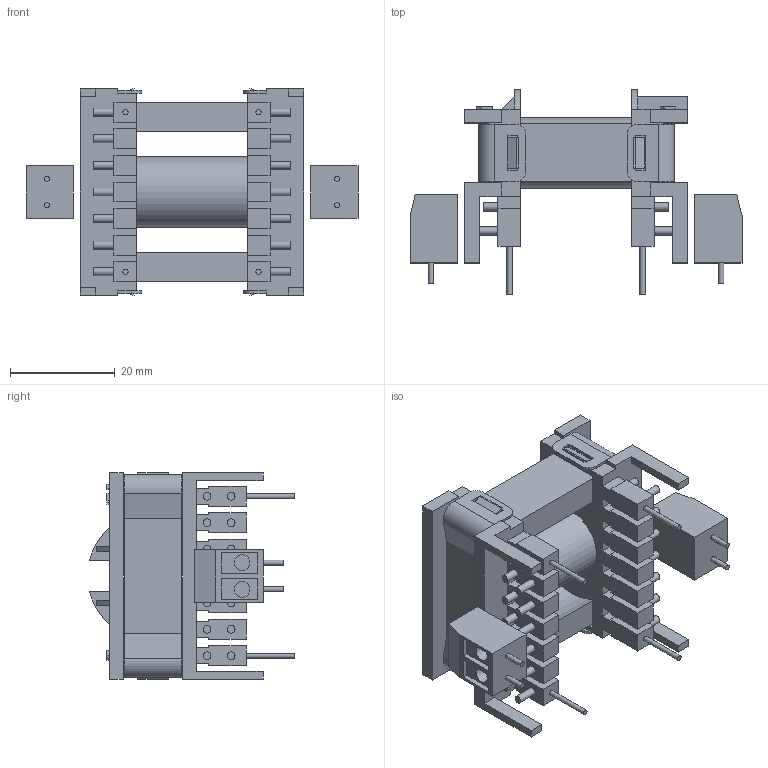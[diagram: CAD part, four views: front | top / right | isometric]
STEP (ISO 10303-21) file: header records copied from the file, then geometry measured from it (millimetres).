
FILE_DESCRIPTION(/* description */ ('STEP AP203'),/* implementation_level */ '2;1');
FILE_NAME(/* name */ 'ETD34XMR.stp',/* time_stamp */ '2018-11-27T08:11:36+00:00',/* author */ ('eexdf1'),/* organization */ (''),/* preprocessor_version */ 'ST-DEVELOPER v17',/* originating_system */ 'Autodesk Inventor 2019',/* authorisation */ '');
FILE_SCHEMA (('AUTOMOTIVE_DESIGN { 1 0 10303 214 3 1 1 }'));
Length unit declared in the file: millimetre
Products named in the file (1): ETD34XMR
Bounding box: 63.4 x 39.13 x 39.4 mm (x, y, z)
Volume: 19695.3 mm3; surface area: 17792.4 mm2
Topology: 3 solids, 3 shells, 516 faces, 1428 edges, 968 vertices
Faces by surface type: plane 416, cylinder 77, bspline 23
Full cylindrical faces by diameter (mm): 1 x12, 1.5 x28, 3 x4, 4 x4, 11.1 x1, 11.4 x1, 13.4 x1
Entity records: 17880 total; most frequent: CARTESIAN_POINT 4272, ORIENTED_EDGE 2856, DIRECTION 2632, EDGE_CURVE 1428, LINE 1120, VECTOR 1120, VERTEX_POINT 968, AXIS2_PLACEMENT_3D 756
